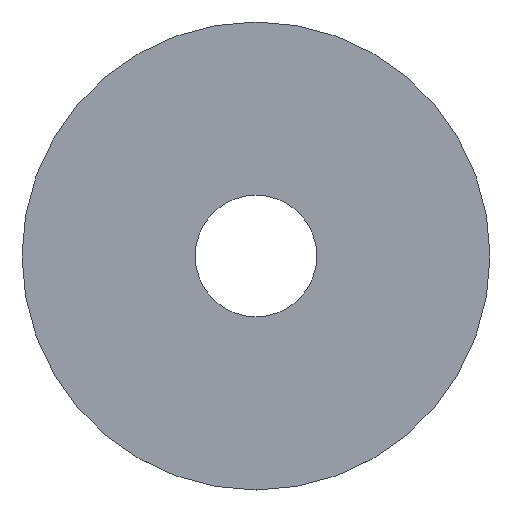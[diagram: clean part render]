
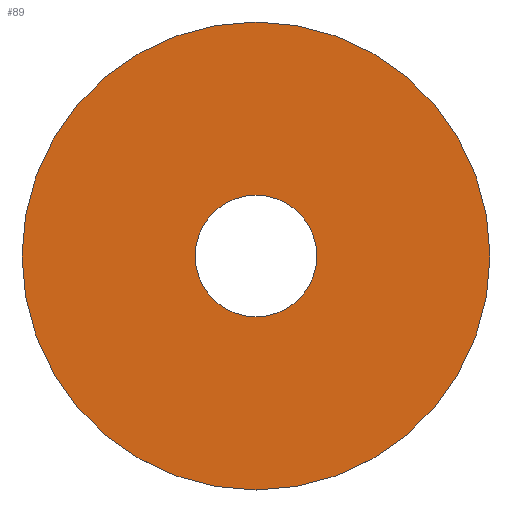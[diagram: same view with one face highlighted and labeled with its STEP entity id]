
A CAD part, top view. The second image highlights one B-rep face of the part: STEP entity #89.
In plain terms, the highlighted planar face has unit normal (0, 0, 1).
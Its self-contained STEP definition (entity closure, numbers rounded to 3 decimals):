
#4 = FACE_BOUND ( 'NONE', #160, .T. ) ;
#6 = AXIS2_PLACEMENT_3D ( 'NONE', #164, #65, #137 ) ;
#10 = CARTESIAN_POINT ( 'NONE',  ( 0., 25., 0.5 ) ) ;
#33 = DIRECTION ( 'NONE',  ( 0., 1., 0. ) ) ;
#34 = ORIENTED_EDGE ( 'NONE', *, *, #132, .F. ) ;
#38 = DIRECTION ( 'NONE',  ( 0., -1., 0. ) ) ;
#44 = AXIS2_PLACEMENT_3D ( 'NONE', #50, #145, #33 ) ;
#50 = CARTESIAN_POINT ( 'NONE',  ( 0., 0., 0.5 ) ) ;
#51 = CARTESIAN_POINT ( 'NONE',  ( 0., 6.5, 0.5 ) ) ;
#61 = EDGE_LOOP ( 'NONE', ( #34 ) ) ;
#65 = DIRECTION ( 'NONE',  ( 0., 0., -1. ) ) ;
#77 = DIRECTION ( 'NONE',  ( 0., 0., 1. ) ) ;
#83 = EDGE_CURVE ( 'NONE', #91, #91, #116, .T. ) ;
#89 = ADVANCED_FACE ( 'NONE', ( #4, #165 ), #113, .T. ) ;
#91 = VERTEX_POINT ( 'NONE', #51 ) ;
#100 = VERTEX_POINT ( 'NONE', #10 ) ;
#101 = CARTESIAN_POINT ( 'NONE',  ( 0., 6.5, 0.5 ) ) ;
#113 = PLANE ( 'NONE',  #141 ) ;
#116 = CIRCLE ( 'NONE', #44, 6.5 ) ;
#132 = EDGE_CURVE ( 'NONE', #100, #100, #161, .T. ) ;
#137 = DIRECTION ( 'NONE',  ( 0., 1., 0. ) ) ;
#141 = AXIS2_PLACEMENT_3D ( 'NONE', #101, #77, #38 ) ;
#145 = DIRECTION ( 'NONE',  ( 0., 0., -1. ) ) ;
#146 = ORIENTED_EDGE ( 'NONE', *, *, #83, .T. ) ;
#160 = EDGE_LOOP ( 'NONE', ( #146 ) ) ;
#161 = CIRCLE ( 'NONE', #6, 25. ) ;
#164 = CARTESIAN_POINT ( 'NONE',  ( 0., 0., 0.5 ) ) ;
#165 = FACE_OUTER_BOUND ( 'NONE', #61, .T. ) ;
